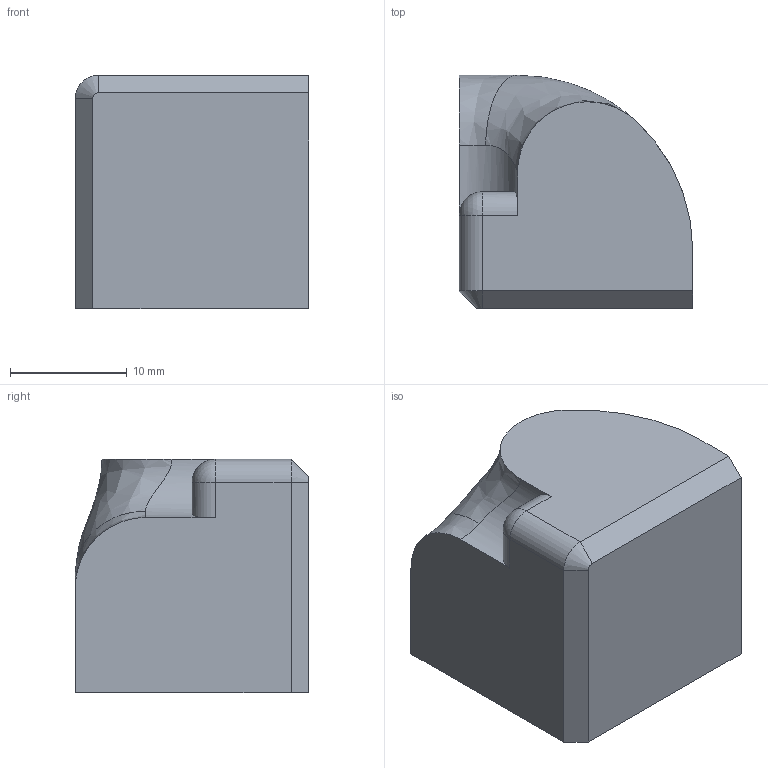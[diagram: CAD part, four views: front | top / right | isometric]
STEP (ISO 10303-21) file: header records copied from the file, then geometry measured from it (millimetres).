
FILE_DESCRIPTION(('FreeCAD Model'),'2;1');
FILE_NAME('Open CASCADE Shape Model','2022-08-03T10:29:29',('Author'),( ''),'Open CASCADE STEP processor 7.5','FreeCAD','Unknown');
FILE_SCHEMA(('AUTOMOTIVE_DESIGN { 1 0 10303 214 1 1 1 1 }'));
Length unit declared in the file: millimetre
Products named in the file (1): Body
Bounding box: 20 x 20 x 20 mm (x, y, z)
Volume: 6652.7 mm3; surface area: 2048 mm2
Topology: 1 solids, 1 shells, 18 faces, 45 edges, 28 vertices
Faces by surface type: plane 9, cylinder 5, bspline 2, cone 1, sphere 1
Entity records: 1866 total; most frequent: CARTESIAN_POINT 982, DIRECTION 152, LINE 98, VECTOR 98, ORIENTED_EDGE 88, PCURVE 88, DEFINITIONAL_REPRESENTATION 88, EDGE_CURVE 44
